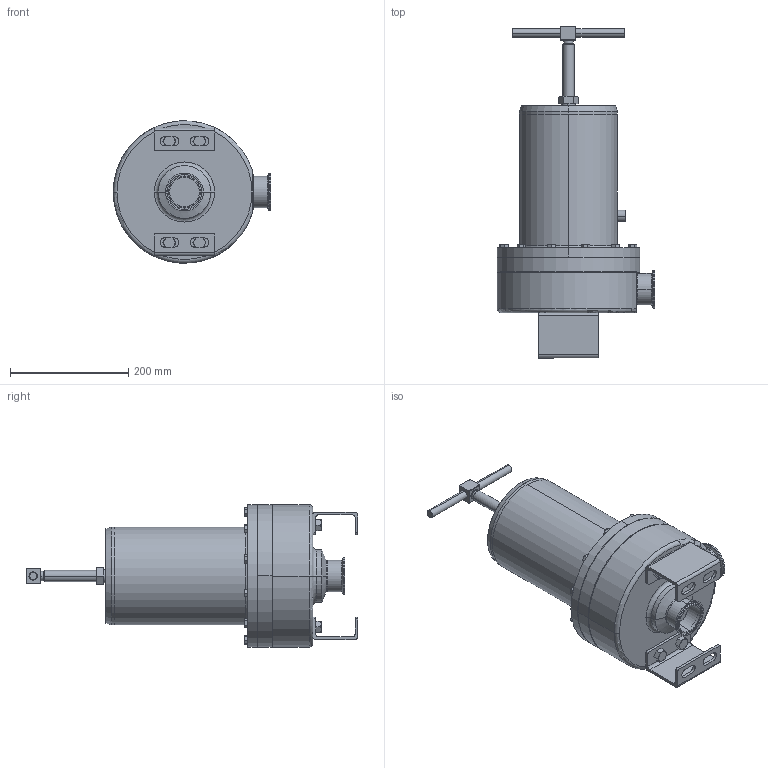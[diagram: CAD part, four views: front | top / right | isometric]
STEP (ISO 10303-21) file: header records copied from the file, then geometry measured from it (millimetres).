
FILE_DESCRIPTION (( 'STEP AP203' ), '1' );
FILE_NAME ('96DAA-50.STEP', '2017-06-07T15:02:41', ( '' ), ( '' ), 'SwSTEP 2.0', 'SolidWorks 2014', '' );
FILE_SCHEMA (( 'CONFIG_CONTROL_DESIGN' ));
Length unit declared in the file: inch
Products named in the file (2): 96DAA-50
Bounding box: 266.06 x 560.58 x 240.54 mm (x, y, z)
Volume: 10483722.9 mm3; surface area: 430355 mm2
Topology: 1 solids, 1 shells, 437 faces, 1027 edges, 631 vertices
Faces by surface type: plane 182, cone 131, cylinder 102, torus 22
Entity records: 13507 total; most frequent: CARTESIAN_POINT 3377, DIRECTION 2084, ORIENTED_EDGE 2054, EDGE_CURVE 1027, AXIS2_PLACEMENT_3D 824, VERTEX_POINT 631, EDGE_LOOP 508, FACE_OUTER_BOUND 437
